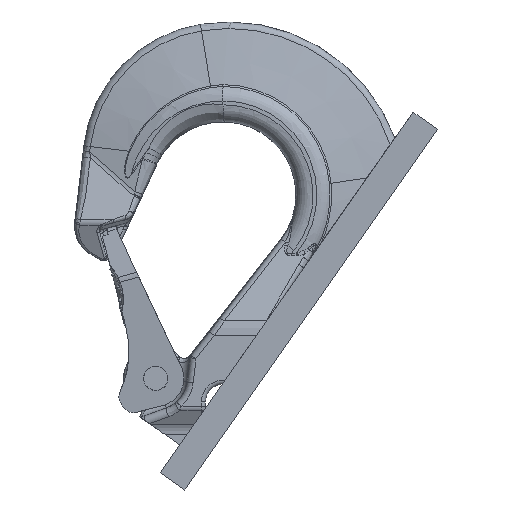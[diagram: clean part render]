
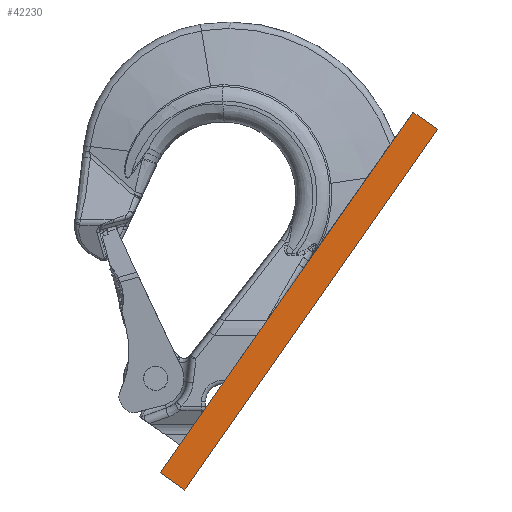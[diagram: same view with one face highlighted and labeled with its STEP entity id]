
A CAD part, front view. The second image highlights one B-rep face of the part: STEP entity #42230.
In plain terms, the highlighted face is planar.
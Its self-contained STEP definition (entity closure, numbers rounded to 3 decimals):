
#40188=DIRECTION('',(0.,1.,0.));
#40189=VECTOR('',#40188,220.);
#40190=CARTESIAN_POINT('',(50.,0.,0.));
#40191=LINE('',#40190,#40189);
#40624=DIRECTION('',(0.,0.,1.));
#40625=VECTOR('',#40624,15.);
#40626=CARTESIAN_POINT('',(50.,220.,0.));
#40627=LINE('',#40626,#40625);
#40628=DIRECTION('',(0.,0.,1.));
#40629=VECTOR('',#40628,15.);
#40630=CARTESIAN_POINT('',(50.,0.,0.));
#40631=LINE('',#40630,#40629);
#40644=DIRECTION('',(0.,1.,0.));
#40645=VECTOR('',#40644,220.);
#40646=CARTESIAN_POINT('',(50.,0.,15.));
#40647=LINE('',#40646,#40645);
#41504=CARTESIAN_POINT('',(50.,0.,0.));
#41505=VERTEX_POINT('',#41504);
#41506=CARTESIAN_POINT('',(50.,220.,0.));
#41507=VERTEX_POINT('',#41506);
#41512=CARTESIAN_POINT('',(50.,0.,15.));
#41513=VERTEX_POINT('',#41512);
#41514=CARTESIAN_POINT('',(50.,220.,15.));
#41515=VERTEX_POINT('',#41514);
#42217=CARTESIAN_POINT('',(50.,0.,0.));
#42218=DIRECTION('',(1.,0.,0.));
#42219=DIRECTION('',(0.,1.,0.));
#42220=AXIS2_PLACEMENT_3D('',#42217,#42218,#42219);
#42221=PLANE('',#42220);
#42222=ORIENTED_EDGE('',*,*,#41949,.F.);
#42224=ORIENTED_EDGE('',*,*,#42223,.T.);
#42226=ORIENTED_EDGE('',*,*,#42225,.T.);
#42227=ORIENTED_EDGE('',*,*,#42209,.F.);
#42228=EDGE_LOOP('',(#42222,#42224,#42226,#42227));
#42229=FACE_OUTER_BOUND('',#42228,.F.);
#42230=ADVANCED_FACE('',(#42229),#42221,.T.);
#41949=EDGE_CURVE('',#41505,#41507,#40191,.T.);
#42209=EDGE_CURVE('',#41507,#41515,#40627,.T.);
#42223=EDGE_CURVE('',#41505,#41513,#40631,.T.);
#42225=EDGE_CURVE('',#41513,#41515,#40647,.T.);
